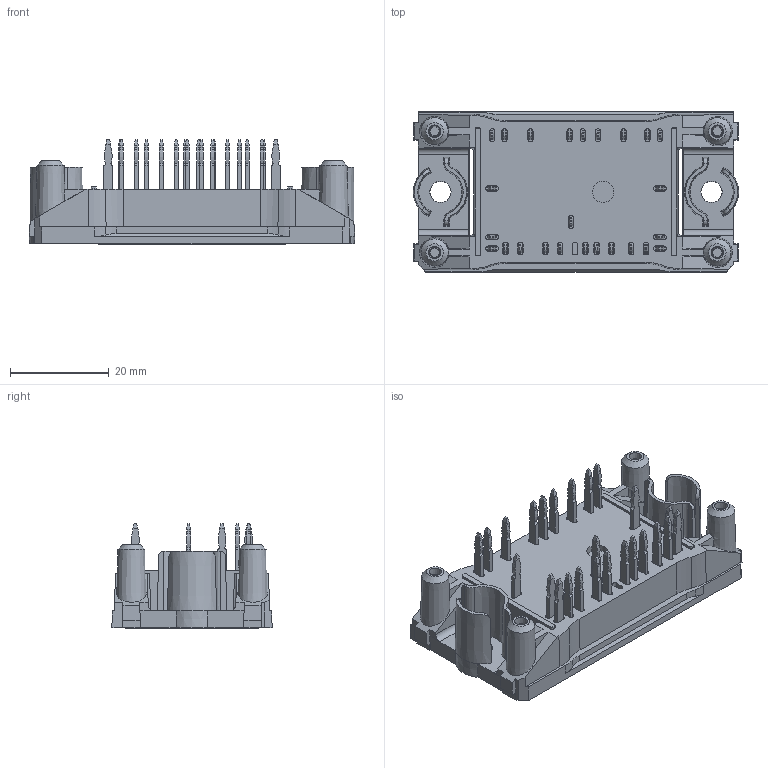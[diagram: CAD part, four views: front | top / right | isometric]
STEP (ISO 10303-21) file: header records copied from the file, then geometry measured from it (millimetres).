
FILE_DESCRIPTION(/* description */ ('Unknown'),/* implementation_level */ '2;1');
FILE_NAME(/* name */ 'Flow0-4T17YA-LA00(250)-01-OL',/* time_stamp */ '2016-06-30T13:14:29+02:00',/* author */ ('Unknown'),/* organization */ ('Unknown'),/* preprocessor_version */ 'ST-DEVELOPER v16',/* originating_system */ 'DEX',/* authorisation */ $);
FILE_SCHEMA (('AUTOMOTIVE_DESIGN {1 0 10303 214 3 1 1}'));
Length unit declared in the file: millimetre
Products named in the file (1): Flow0-4T17YA-LA00-01-OL
Bounding box: 66 x 32.5 x 21.23 mm (x, y, z)
Volume: 18071.4 mm3; surface area: 11316.1 mm2
Topology: 1 solids, 1 shells, 856 faces, 2345 edges, 1556 vertices
Faces by surface type: plane 563, cylinder 253, cone 40
Full cylindrical faces by diameter (mm): 4.3 x1
Entity records: 33347 total; most frequent: CARTESIAN_POINT 5193, ORIENTED_EDGE 4624, DIRECTION 4586, EDGE_CURVE 2312, LINE 1696, VECTOR 1696, VERTEX_POINT 1544, AXIS2_PLACEMENT_3D 1445
